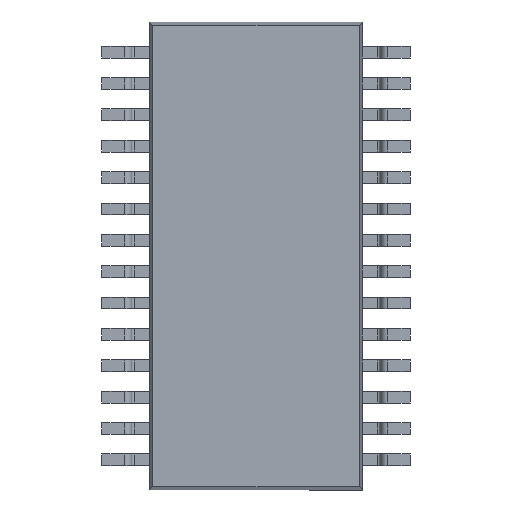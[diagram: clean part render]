
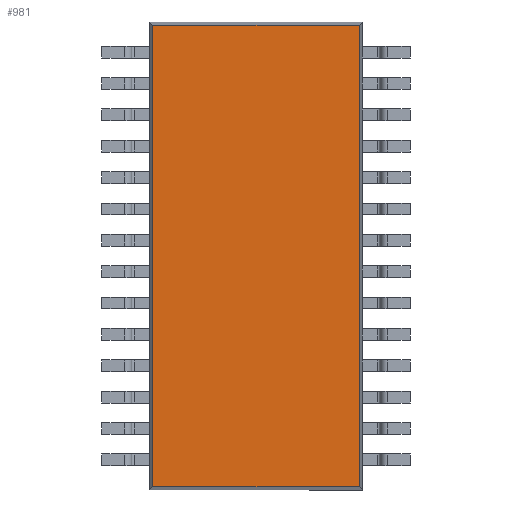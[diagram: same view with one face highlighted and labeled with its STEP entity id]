
A CAD part, front view. The second image highlights one B-rep face of the part: STEP entity #981.
In plain terms, the highlighted planar face has unit normal (0, -1, 0).
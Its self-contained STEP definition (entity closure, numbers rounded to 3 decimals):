
#194 = CARTESIAN_POINT ( 'NONE',  ( 2.137, 0.11, 4.787 ) ) ;
#263 = DIRECTION ( 'NONE',  ( 0., 0., -1. ) ) ;
#642 = EDGE_CURVE ( 'NONE', #12287, #8776, #12241, .T. ) ;
#981 = ADVANCED_FACE ( 'NONE', ( #9627 ), #2210, .T. ) ;
#1701 = ORIENTED_EDGE ( 'NONE', *, *, #2358, .F. ) ;
#1771 = CARTESIAN_POINT ( 'NONE',  ( 2.2, 0.11, 4.787 ) ) ;
#2210 = PLANE ( 'NONE',  #2250 ) ;
#2250 = AXIS2_PLACEMENT_3D ( 'NONE', #6133, #8925, #263 ) ;
#2358 = EDGE_CURVE ( 'NONE', #8776, #4073, #8280, .T. ) ;
#4073 = VERTEX_POINT ( 'NONE', #4517 ) ;
#4131 = CARTESIAN_POINT ( 'NONE',  ( 2.137, 0.11, -4.85 ) ) ;
#4393 = CARTESIAN_POINT ( 'NONE',  ( -2.137, 0.11, 4.85 ) ) ;
#4517 = CARTESIAN_POINT ( 'NONE',  ( 2.137, 0.11, -4.787 ) ) ;
#6133 = CARTESIAN_POINT ( 'NONE',  ( 0., 0.11, 0. ) ) ;
#6211 = DIRECTION ( 'NONE',  ( 0., 0., -1. ) ) ;
#6283 = ORIENTED_EDGE ( 'NONE', *, *, #7894, .F. ) ;
#6452 = ORIENTED_EDGE ( 'NONE', *, *, #10613, .F. ) ;
#6562 = VECTOR ( 'NONE', #11560, 1000. ) ;
#7078 = VECTOR ( 'NONE', #8540, 1000. ) ;
#7505 = VECTOR ( 'NONE', #6211, 1000. ) ;
#7729 = ORIENTED_EDGE ( 'NONE', *, *, #642, .F. ) ;
#7894 = EDGE_CURVE ( 'NONE', #4073, #10133, #9682, .T. ) ;
#8148 = DIRECTION ( 'NONE',  ( 0., 0., 1. ) ) ;
#8280 = LINE ( 'NONE', #4131, #7505 ) ;
#8401 = VECTOR ( 'NONE', #8148, 1000. ) ;
#8540 = DIRECTION ( 'NONE',  ( -1., 0., 0. ) ) ;
#8776 = VERTEX_POINT ( 'NONE', #194 ) ;
#8925 = DIRECTION ( 'NONE',  ( 0., -1., 0. ) ) ;
#9627 = FACE_OUTER_BOUND ( 'NONE', #11936, .T. ) ;
#9682 = LINE ( 'NONE', #11323, #7078 ) ;
#9793 = CARTESIAN_POINT ( 'NONE',  ( -2.137, 0.11, -4.787 ) ) ;
#10133 = VERTEX_POINT ( 'NONE', #9793 ) ;
#10613 = EDGE_CURVE ( 'NONE', #10133, #12287, #10694, .T. ) ;
#10694 = LINE ( 'NONE', #4393, #8401 ) ;
#11323 = CARTESIAN_POINT ( 'NONE',  ( -2.2, 0.11, -4.787 ) ) ;
#11560 = DIRECTION ( 'NONE',  ( 1., 0., 0. ) ) ;
#11936 = EDGE_LOOP ( 'NONE', ( #7729, #6452, #6283, #1701 ) ) ;
#12168 = CARTESIAN_POINT ( 'NONE',  ( -2.137, 0.11, 4.787 ) ) ;
#12241 = LINE ( 'NONE', #1771, #6562 ) ;
#12287 = VERTEX_POINT ( 'NONE', #12168 ) ;
